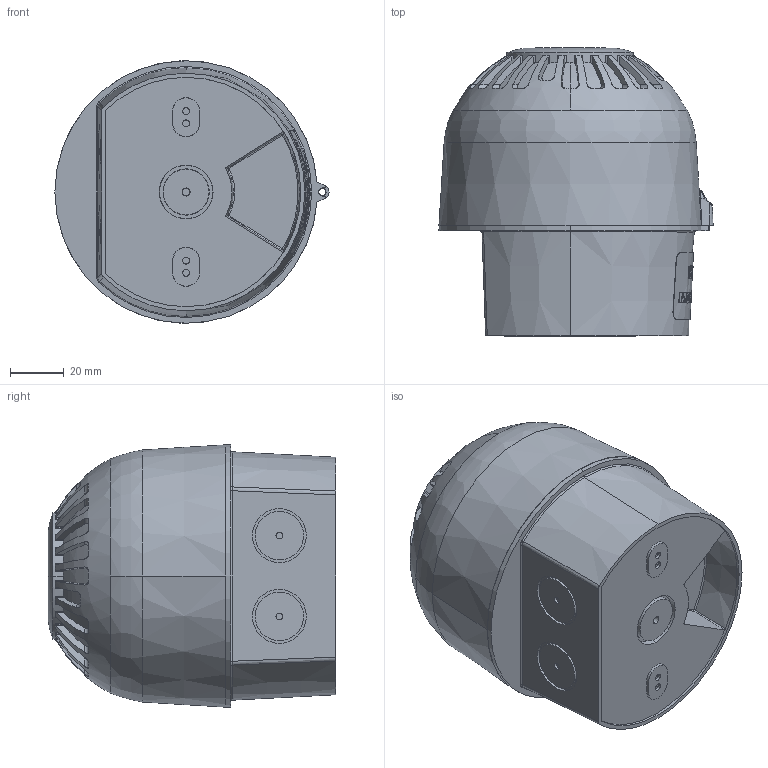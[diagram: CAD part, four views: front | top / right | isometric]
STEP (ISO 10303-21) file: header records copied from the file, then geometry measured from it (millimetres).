
FILE_DESCRIPTION (( 'STEP AP214' ), '1' );
FILE_NAME ('Moflash IS Series.STEP', '2020-09-08T14:23:14', ( '' ), ( '' ), 'SwSTEP 2.0', 'SolidWorks 2020', '' );
FILE_SCHEMA (( 'AUTOMOTIVE_DESIGN' ));
Length unit declared in the file: millimetre
Products named in the file (1): Moflash IS Series
Bounding box: 101.85 x 106.9 x 97.5 mm (x, y, z)
Volume: 604903.6 mm3; surface area: 62731.4 mm2
Topology: 18 solids, 19 shells, 584 faces, 1556 edges, 1024 vertices
Faces by surface type: plane 215, cylinder 140, bspline 115, cone 65, sphere 35, torus 14
Entity records: 33612 total; most frequent: CARTESIAN_POINT 13553, ORIENTED_EDGE 3110, DIRECTION 2359, EDGE_CURVE 1555, VERTEX_POINT 1024, AXIS2_PLACEMENT_3D 932, EDGE_LOOP 609, UNCERTAINTY_MEASURE_WITH_UNIT 604
